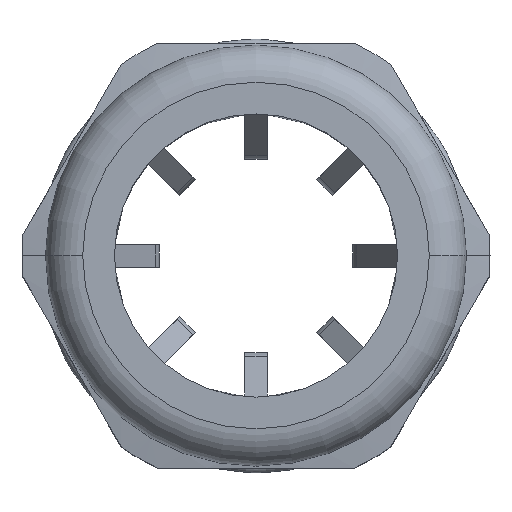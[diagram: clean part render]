
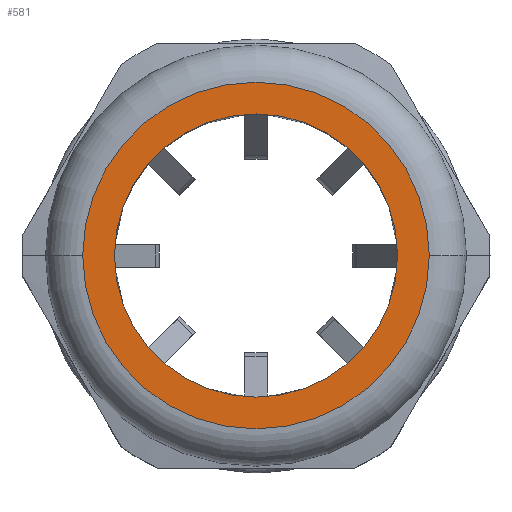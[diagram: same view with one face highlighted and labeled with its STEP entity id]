
A CAD part, top view. The second image highlights one B-rep face of the part: STEP entity #581.
In plain terms, the highlighted planar face has unit normal (0, 0, 1).
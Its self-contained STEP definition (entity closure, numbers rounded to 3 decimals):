
#97 = AXIS2_PLACEMENT_3D ( 'NONE', #1787, #1791, #1792 ) ;
#100 = AXIS2_PLACEMENT_3D ( 'NONE', #1568, #1569, #1570 ) ;
#101 = AXIS2_PLACEMENT_3D ( 'NONE', #1565, #1566, #1567 ) ;
#237 = CIRCLE ( 'NONE', #97, 19. ) ;
#301 = CIRCLE ( 'NONE', #100, 23.25 ) ;
#302 = CIRCLE ( 'NONE', #101, 19. ) ;
#362 = CIRCLE ( 'NONE', #2061, 23.25 ) ;
#464 = EDGE_CURVE ( 'NONE', #2990, #2991, #302, .T. ) ;
#465 = EDGE_CURVE ( 'NONE', #2983, #2982, #301, .T. ) ;
#530 = EDGE_CURVE ( 'NONE', #2991, #2990, #237, .T. ) ;
#538 = EDGE_CURVE ( 'NONE', #2982, #2983, #362, .T. ) ;
#581 = ADVANCED_FACE ( 'NONE', ( #2145, #2142 ), #1222, .T. ) ;
#1081 = CARTESIAN_POINT ( 'NONE',  ( 0., 0., 44. ) ) ;
#1082 = DIRECTION ( 'NONE',  ( 0., 0., 1. ) ) ;
#1083 = DIRECTION ( 'NONE',  ( 1., 0., 0. ) ) ;
#1222 = PLANE ( 'NONE',  #2139 ) ;
#1223 = CARTESIAN_POINT ( 'NONE',  ( 0., 0., 44. ) ) ;
#1224 = DIRECTION ( 'NONE',  ( 0., 0., 1. ) ) ;
#1225 = DIRECTION ( 'NONE',  ( 1., 0., 0. ) ) ;
#1565 = CARTESIAN_POINT ( 'NONE',  ( 0., 0., 44. ) ) ;
#1566 = DIRECTION ( 'NONE',  ( 0., 0., 1. ) ) ;
#1567 = DIRECTION ( 'NONE',  ( 1., 0., 0. ) ) ;
#1568 = CARTESIAN_POINT ( 'NONE',  ( 0., 0., 44. ) ) ;
#1569 = DIRECTION ( 'NONE',  ( 0., 0., 1. ) ) ;
#1570 = DIRECTION ( 'NONE',  ( 1., 0., 0. ) ) ;
#1787 = CARTESIAN_POINT ( 'NONE',  ( 0., 0., 44. ) ) ;
#1791 = DIRECTION ( 'NONE',  ( 0., 0., 1. ) ) ;
#1792 = DIRECTION ( 'NONE',  ( 1., 0., 0. ) ) ;
#2061 = AXIS2_PLACEMENT_3D ( 'NONE', #1081, #1082, #1083 ) ;
#2139 = AXIS2_PLACEMENT_3D ( 'NONE', #1223, #1224, #1225 ) ;
#2142 = FACE_OUTER_BOUND ( 'NONE', #2936, .T. ) ;
#2145 = FACE_BOUND ( 'NONE', #2932, .T. ) ;
#2509 = CARTESIAN_POINT ( 'NONE',  ( 23.25, 0., 44. ) ) ;
#2510 = CARTESIAN_POINT ( 'NONE',  ( -23.25, 0., 44. ) ) ;
#2517 = CARTESIAN_POINT ( 'NONE',  ( 19., 0., 44. ) ) ;
#2518 = CARTESIAN_POINT ( 'NONE',  ( -19., 0., 44. ) ) ;
#2932 = EDGE_LOOP ( 'NONE', ( #3335, #3337 ) ) ;
#2936 = EDGE_LOOP ( 'NONE', ( #3334, #3338 ) ) ;
#2982 = VERTEX_POINT ( 'NONE', #2509 ) ;
#2983 = VERTEX_POINT ( 'NONE', #2510 ) ;
#2990 = VERTEX_POINT ( 'NONE', #2517 ) ;
#2991 = VERTEX_POINT ( 'NONE', #2518 ) ;
#3334 = ORIENTED_EDGE ( 'NONE', *, *, #538, .T. ) ;
#3335 = ORIENTED_EDGE ( 'NONE', *, *, #464, .F. ) ;
#3337 = ORIENTED_EDGE ( 'NONE', *, *, #530, .F. ) ;
#3338 = ORIENTED_EDGE ( 'NONE', *, *, #465, .T. ) ;
